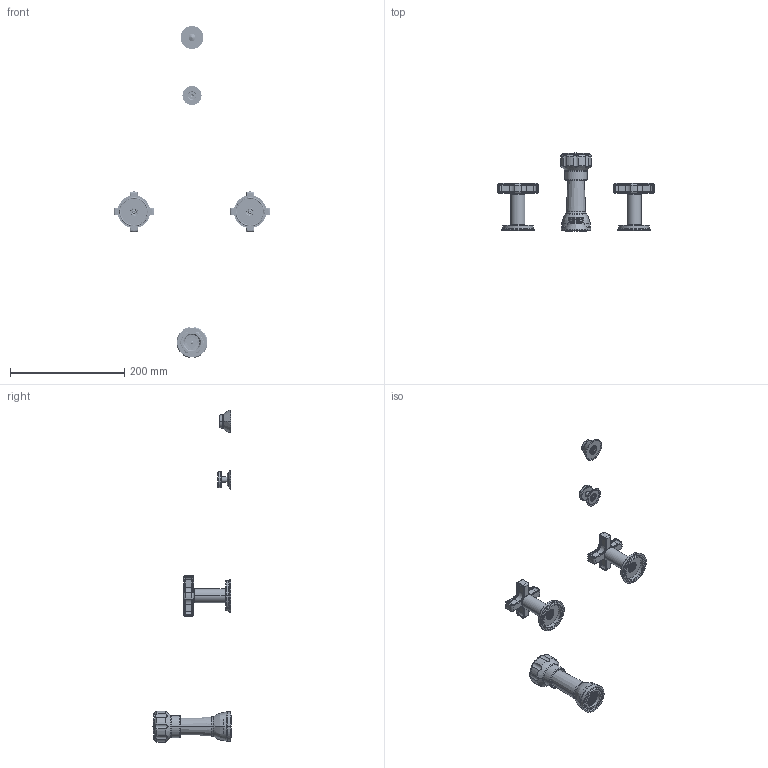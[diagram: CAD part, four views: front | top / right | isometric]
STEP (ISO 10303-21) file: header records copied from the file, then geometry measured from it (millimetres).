
FILE_DESCRIPTION((''),'2;1');
FILE_NAME('3279_ASM','2019-11-08T14:59:43',('rsmith'),(''),'CREO PARAMETRIC BY PTC INC, 2018400','CREO PARAMETRIC BY PTC INC, 2018400','');
FILE_SCHEMA(('CONFIG_CONTROL_DESIGN'));
Length unit declared in the file: inch
Products named in the file (28): 10078; 2-159_ASM; 91093; 10600; 10601; 92029; 10602; 2-235_ASM; 10603_AF1; 11647; 10605; 91014; 2-125_ASM; 2-236_AF0_ASM; 80080; 13130; 91773; 20-433_ASM; 13131; 91017; 12377; 91049; 91371; 92399; 13132; 20-430_ASM; 3-649_ASM; 3279_ASM
Assembly tree (29 placements, depth 4):
  3279_ASM
    2-159_ASM
      10078
    2-235_ASM
      91093
      10600
      10601
      92029
      10602
    2-236_AF0_ASM
      10603_AF1
      2-125_ASM
        11647
        10605
        91014
    80080
    3-649_ASM  x2
      20-433_ASM
        13130
        91773
      20-430_ASM
        13131
        91017  x2
        12377
        91049
        91371
        92399
        13132
Bounding box: 274.22 x 136.47 x 580.53 mm (x, y, z)
Volume: 192487.5 mm3; surface area: 188335.6 mm2
Topology: 31 solids, 57 shells, 2765 faces, 7181 edges, 4505 vertices
Faces by surface type: cylinder 1247, plane 612, torus 390, bspline 349, cone 155, sphere 8, extrusion 4
Entity records: 182829 total; most frequent: CARTESIAN_POINT 140635, ORIENTED_EDGE 9150, DIRECTION 8045, EDGE_CURVE 4660, AXIS2_PLACEMENT_3D 3267, VERTEX_POINT 2931, EDGE_LOOP 1902, FACE_OUTER_BOUND 1807
